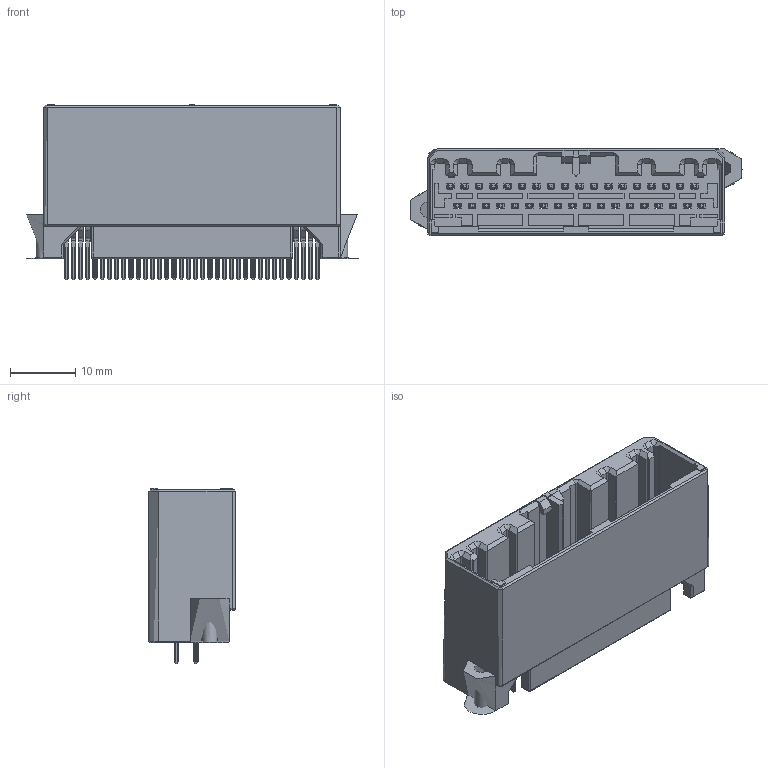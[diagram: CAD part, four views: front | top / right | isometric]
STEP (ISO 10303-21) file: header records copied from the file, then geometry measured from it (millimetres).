
FILE_DESCRIPTION( ('This file contains a STEP AP42 implementation' ,'as created by ZW3D STEP Interface translator.') ,'2;1' );
FILE_NAME( '72230-2MS036ABSNBT1W.stp' ,'231026.17 419', (''), ('ZWCAD Software Co.'), 'Version 1.0', 'ZW3D to STEP translator', '' );
FILE_SCHEMA(('AUTOMOTIVE_DESIGN { 1 0 10303 214 1 1 1 1 }'));
Length unit declared in the file: millimetre
Products named in the file (2): 0; 72230-2MS036ABSNBT1W
Bounding box: 50.84 x 13.4 x 26.9 mm (x, y, z)
Volume: 5552.8 mm3
Topology: 2 solids, 3 shells, 4832 faces, 14372 edges, 9532 vertices
Faces by surface type: plane 3290, bspline 959, cylinder 569, cone 10, sphere 3, torus 1
Full cylindrical faces by diameter (mm): 2.35 x2
Entity records: 208572 total; most frequent: CARTESIAN_POINT 95942, ORIENTED_EDGE 28750, EDGE_CURVE 14375, DIRECTION 12979, B_SPLINE_CURVE_WITH_KNOTS 9752, VERTEX_POINT 9532, EDGE_LOOP 5188, FACE_OUTER_BOUND 4832
